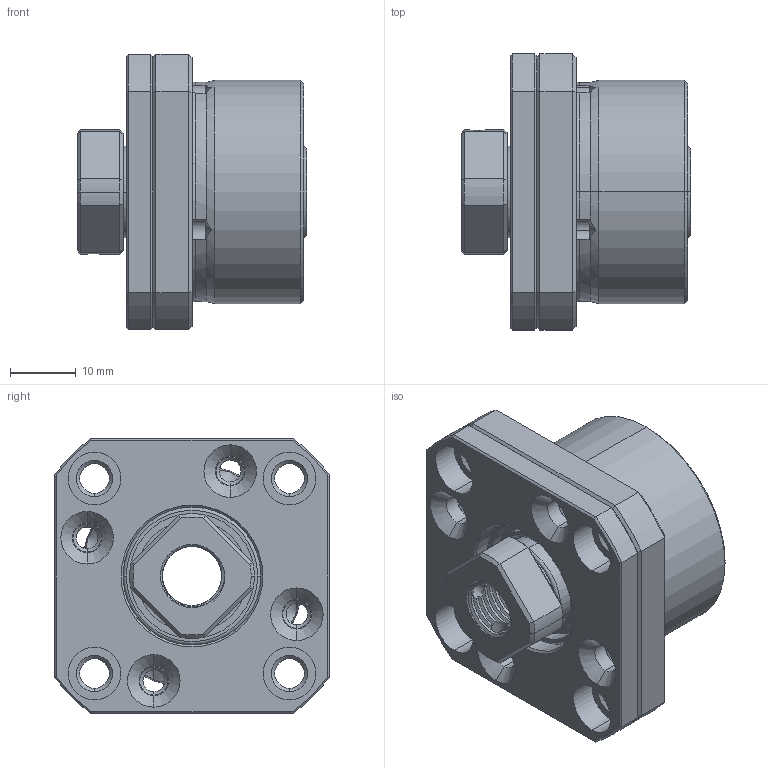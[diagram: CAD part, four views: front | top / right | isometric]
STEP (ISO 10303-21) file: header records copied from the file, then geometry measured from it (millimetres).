
FILE_DESCRIPTION (( 'STEP AP203' ), '1' );
FILE_NAME ('FK10²Õ¦X.STEP', '2010-08-13T07:14:04', ( '' ), ( '' ), 'SwSTEP 2.0', 'SolidWorks 2008', '' );
FILE_SCHEMA (( 'CONFIG_CONTROL_DESIGN' ));
Length unit declared in the file: millimetre
Products named in the file (1): FK10組合
Bounding box: 35 x 42 x 42 mm (x, y, z)
Volume: 25636 mm3; surface area: 21329.2 mm2
Topology: 29 solids, 29 shells, 442 faces, 1057 edges, 639 vertices
Faces by surface type: cylinder 134, cone 96, torus 95, plane 66, sphere 36, bspline 15
Entity records: 19569 total; most frequent: CARTESIAN_POINT 9752, DIRECTION 2177, ORIENTED_EDGE 1934, EDGE_CURVE 967, AXIS2_PLACEMENT_3D 959, VERTEX_POINT 585, CIRCLE 531, EDGE_LOOP 502
